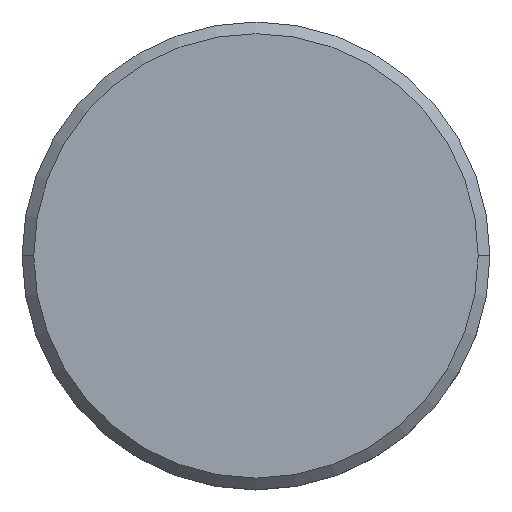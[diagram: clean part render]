
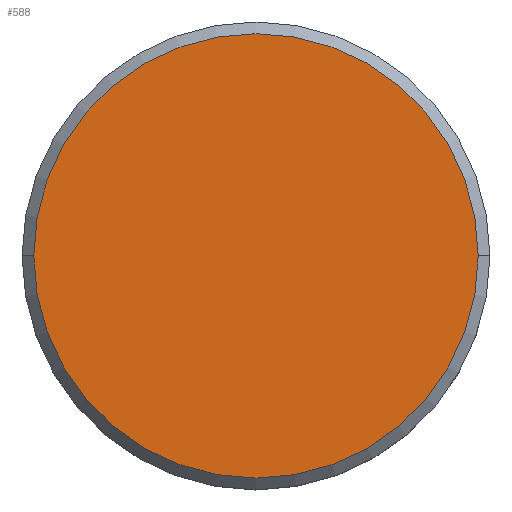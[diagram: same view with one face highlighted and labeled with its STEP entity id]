
A CAD part, top view. The second image highlights one B-rep face of the part: STEP entity #588.
In plain terms, the highlighted planar face has unit normal (0, 0, 1).
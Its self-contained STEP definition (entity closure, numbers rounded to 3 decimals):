
#14 = PLANE ( 'NONE',  #525 ) ;
#25 = VERTEX_POINT ( 'NONE', #589 ) ;
#26 = DIRECTION ( 'NONE',  ( 0., 0., 1. ) ) ;
#38 = CIRCLE ( 'NONE', #352, 9.5 ) ;
#56 = ORIENTED_EDGE ( 'NONE', *, *, #367, .T. ) ;
#71 = DIRECTION ( 'NONE',  ( 0., 0., 1. ) ) ;
#89 = FACE_OUTER_BOUND ( 'NONE', #554, .T. ) ;
#101 = DIRECTION ( 'NONE',  ( 1., 0., 0. ) ) ;
#154 = DIRECTION ( 'NONE',  ( 1., 0., 0. ) ) ;
#177 = AXIS2_PLACEMENT_3D ( 'NONE', #204, #71, #252 ) ;
#203 = VERTEX_POINT ( 'NONE', #596 ) ;
#204 = CARTESIAN_POINT ( 'NONE',  ( 0., 0., 0. ) ) ;
#230 = ORIENTED_EDGE ( 'NONE', *, *, #385, .T. ) ;
#235 = DIRECTION ( 'NONE',  ( 0., 0., 1. ) ) ;
#252 = DIRECTION ( 'NONE',  ( 1., 0., 0. ) ) ;
#329 = CARTESIAN_POINT ( 'NONE',  ( 0., 0., 0. ) ) ;
#352 = AXIS2_PLACEMENT_3D ( 'NONE', #581, #26, #154 ) ;
#367 = EDGE_CURVE ( 'NONE', #203, #25, #38, .T. ) ;
#385 = EDGE_CURVE ( 'NONE', #25, #203, #461, .T. ) ;
#461 = CIRCLE ( 'NONE', #177, 9.5 ) ;
#525 = AXIS2_PLACEMENT_3D ( 'NONE', #329, #235, #101 ) ;
#554 = EDGE_LOOP ( 'NONE', ( #56, #230 ) ) ;
#581 = CARTESIAN_POINT ( 'NONE',  ( 0., 0., 0. ) ) ;
#588 = ADVANCED_FACE ( 'NONE', ( #89 ), #14, .T. ) ;
#589 = CARTESIAN_POINT ( 'NONE',  ( 9.5, 0., 0. ) ) ;
#596 = CARTESIAN_POINT ( 'NONE',  ( -9.5, 0., 0. ) ) ;
